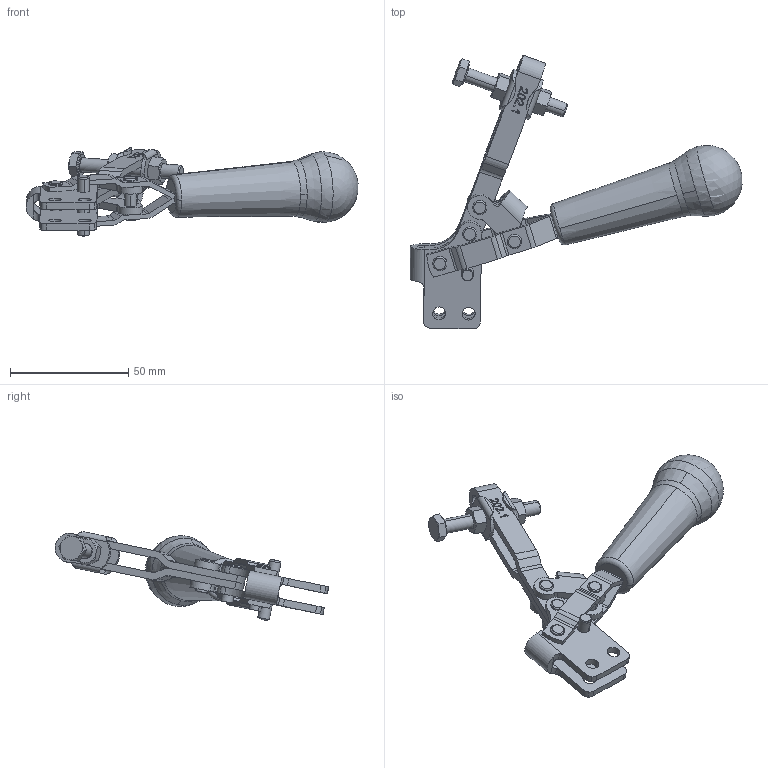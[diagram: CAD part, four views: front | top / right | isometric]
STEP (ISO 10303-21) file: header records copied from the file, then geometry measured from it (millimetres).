
FILE_DESCRIPTION((''),'2;1');
FILE_NAME('202.1-opened.stp','2005-09-27T18:22:31',('Kysilko'),(''),'Autodesk Inventor 8','Autodesk Inventor 8','');
FILE_SCHEMA(('AUTOMOTIVE_DESIGN { 1 0 10303 214 1 1 1 1 }'));
Length unit declared in the file: millimetre
Products named in the file (1): Part63
Bounding box: 140.54 x 115.8 x 37.43 mm (x, y, z)
Volume: 51871 mm3; surface area: 22292.7 mm2
Topology: 1 solids, 2 shells, 450 faces, 1225 edges, 782 vertices
Faces by surface type: plane 150, cylinder 143, bspline 87, cone 56, torus 10, sphere 4
Entity records: 17005 total; most frequent: CARTESIAN_POINT 5885, ORIENTED_EDGE 2422, DIRECTION 2236, EDGE_CURVE 1211, AXIS2_PLACEMENT_3D 833, VERTEX_POINT 780, VECTOR 570, LINE 570
